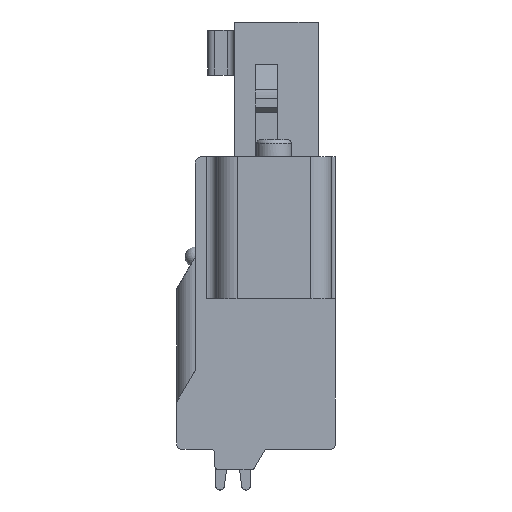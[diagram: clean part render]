
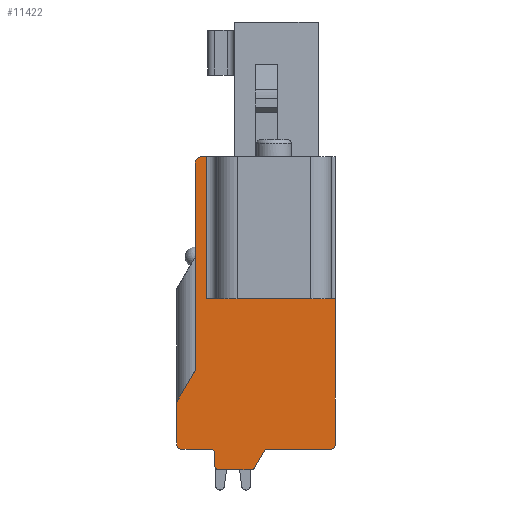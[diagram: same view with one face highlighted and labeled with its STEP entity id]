
A CAD part, front view. The second image highlights one B-rep face of the part: STEP entity #11422.
In plain terms, the highlighted planar face has unit normal (0, -1, 0).
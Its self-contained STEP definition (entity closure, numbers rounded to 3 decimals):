
#94=DIRECTION('',(-1.,0.,0.));
#95=VECTOR('',#94,0.25);
#96=CARTESIAN_POINT('',(-6.3,-11.43,0.));
#97=LINE('',#96,#95);
#1285=DIRECTION('',(0.,0.,-1.));
#1286=VECTOR('',#1285,10.141);
#1287=CARTESIAN_POINT('',(-6.85,-11.43,
-0.3));
#1288=LINE('',#1287,#1286);
#1427=DIRECTION('',(0.,0.,-1.));
#1428=VECTOR('',#1427,2.1);
#1429=CARTESIAN_POINT('',(-7.75,-11.43,-12.));
#1430=LINE('',#1429,#1428);
#1443=DIRECTION('',(1.,0.,0.));
#1444=VECTOR('',#1443,1.45);
#1445=CARTESIAN_POINT('',(-7.55,-11.43,-14.3));
#1446=LINE('',#1445,#1444);
#1451=DIRECTION('',(1.,0.,0.));
#1452=VECTOR('',#1451,3.107);
#1453=CARTESIAN_POINT('',(-3.307,-11.43,-14.3));
#1454=LINE('',#1453,#1452);
#1637=DIRECTION('',(0.,0.,1.));
#1638=VECTOR('',#1637,7.15);
#1639=CARTESIAN_POINT('',(0.,-11.43,-14.1));
#1640=LINE('',#1639,#1638);
#2118=DIRECTION('',(1.,0.,0.));
#2119=VECTOR('',#2118,6.3);
#2120=CARTESIAN_POINT('',(-6.3,-11.43,-6.95));
#2121=LINE('',#2120,#2119);
#2122=CARTESIAN_POINT('',(-0.2,-11.43,-14.1));
#2123=DIRECTION('',(0.,1.,0.));
#2124=DIRECTION('',(1.,0.,0.));
#2125=AXIS2_PLACEMENT_3D('',#2122,#2123,#2124);
#2127=CARTESIAN_POINT('',(-3.307,-11.43,-14.5));
#2128=DIRECTION('',(0.,-1.,0.));
#2129=DIRECTION('',(0.,0.,1.));
#2130=AXIS2_PLACEMENT_3D('',#2127,#2128,#2129);
#2132=DIRECTION('',(-0.5,0.,-0.866));
#2133=VECTOR('',#2132,0.924);
#2134=CARTESIAN_POINT('',(-3.48,-11.43,
-14.4));
#2135=LINE('',#2134,#2133);
#2136=CARTESIAN_POINT('',(-4.115,-11.43,-15.1));
#2137=DIRECTION('',(0.,1.,0.));
#2138=DIRECTION('',(0.866,0.,-0.5));
#2139=AXIS2_PLACEMENT_3D('',#2136,#2137,#2138);
#2141=CARTESIAN_POINT('',(-5.7,-11.43,-15.1));
#2142=DIRECTION('',(0.,1.,0.));
#2143=DIRECTION('',(0.,0.,-1.));
#2144=AXIS2_PLACEMENT_3D('',#2141,#2142,#2143);
#2146=CARTESIAN_POINT('',(-6.1,-11.43,-14.5));
#2147=DIRECTION('',(0.,-1.,0.));
#2148=DIRECTION('',(1.,0.,0.));
#2149=AXIS2_PLACEMENT_3D('',#2146,#2147,#2148);
#2151=CARTESIAN_POINT('',(-7.55,-11.43,-14.1));
#2152=DIRECTION('',(0.,1.,0.));
#2153=DIRECTION('',(0.,0.,-1.));
#2154=AXIS2_PLACEMENT_3D('',#2151,#2152,#2153);
#2156=DIRECTION('',(0.5,0.,0.866));
#2157=VECTOR('',#2156,1.8);
#2158=CARTESIAN_POINT('',(-7.75,-11.43,-12.));
#2159=LINE('',#2158,#2157);
#2160=CARTESIAN_POINT('',(-6.55,-11.43,-0.3));
#2161=DIRECTION('',(0.,1.,0.));
#2162=DIRECTION('',(-1.,0.,0.));
#2163=AXIS2_PLACEMENT_3D('',#2160,#2161,#2162);
#2169=DIRECTION('',(0.,0.,1.));
#2170=VECTOR('',#2169,6.95);
#2171=CARTESIAN_POINT('',(-6.3,-11.43,-6.95));
#2172=LINE('',#2171,#2170);
#2455=DIRECTION('',(0.,0.,-1.));
#2456=VECTOR('',#2455,0.6);
#2457=CARTESIAN_POINT('',(-5.9,-11.43,-14.5));
#2458=LINE('',#2457,#2456);
#2467=DIRECTION('',(1.,0.,0.));
#2468=VECTOR('',#2467,1.585);
#2469=CARTESIAN_POINT('',(-5.7,-11.43,-15.3));
#2470=LINE('',#2469,#2468);
#6837=CARTESIAN_POINT('',(-6.3,-11.43,0.));
#6838=VERTEX_POINT('',#6837);
#6839=CARTESIAN_POINT('',(-6.55,-11.43,0.));
#6840=VERTEX_POINT('',#6839);
#6937=CARTESIAN_POINT('',(0.,-11.43,-14.1));
#6938=CARTESIAN_POINT('',(0.,-11.43,-6.95));
#6939=VERTEX_POINT('',#6937);
#6940=VERTEX_POINT('',#6938);
#6941=CARTESIAN_POINT('',(-0.2,-11.43,-14.3));
#6942=VERTEX_POINT('',#6941);
#6943=CARTESIAN_POINT('',(-7.55,-11.43,-14.3));
#6944=CARTESIAN_POINT('',(-6.1,-11.43,-14.3));
#6945=VERTEX_POINT('',#6943);
#6946=VERTEX_POINT('',#6944);
#6951=CARTESIAN_POINT('',(-3.307,-11.43,-14.3));
#6952=VERTEX_POINT('',#6951);
#7532=CARTESIAN_POINT('',(-7.75,-11.43,-14.1));
#7533=VERTEX_POINT('',#7532);
#7544=CARTESIAN_POINT('',(-7.75,-11.43,-12.));
#7545=VERTEX_POINT('',#7544);
#7584=CARTESIAN_POINT('',(-6.85,-11.43,
-0.3));
#7585=VERTEX_POINT('',#7584);
#7586=CARTESIAN_POINT('',(-6.85,-11.43,
-10.441));
#7587=VERTEX_POINT('',#7586);
#7924=CARTESIAN_POINT('',(-6.3,-11.43,-6.95));
#7925=VERTEX_POINT('',#7924);
#7926=CARTESIAN_POINT('',(-3.48,-11.43,
-14.4));
#7927=VERTEX_POINT('',#7926);
#7928=CARTESIAN_POINT('',(-3.942,-11.43,
-15.2));
#7929=VERTEX_POINT('',#7928);
#7930=CARTESIAN_POINT('',(-4.115,-11.43,-15.3));
#7931=VERTEX_POINT('',#7930);
#7932=CARTESIAN_POINT('',(-5.7,-11.43,-15.3));
#7933=VERTEX_POINT('',#7932);
#7934=CARTESIAN_POINT('',(-5.9,-11.43,-15.1));
#7935=VERTEX_POINT('',#7934);
#7936=CARTESIAN_POINT('',(-5.9,-11.43,-14.5));
#7937=VERTEX_POINT('',#7936);
#11385=CARTESIAN_POINT('',(0.,-11.43,0.));
#11386=DIRECTION('',(0.,1.,0.));
#11387=DIRECTION('',(1.,0.,0.));
#11388=AXIS2_PLACEMENT_3D('',#11385,#11386,#11387);
#11389=PLANE('',#11388);
#11391=ORIENTED_EDGE('',*,*,#11390,.F.);
#11393=ORIENTED_EDGE('',*,*,#11392,.T.);
#11394=ORIENTED_EDGE('',*,*,#10789,.F.);
#11395=ORIENTED_EDGE('',*,*,#10773,.T.);
#11396=ORIENTED_EDGE('',*,*,#10586,.F.);
#11398=ORIENTED_EDGE('',*,*,#11397,.T.);
#11400=ORIENTED_EDGE('',*,*,#11399,.T.);
#11402=ORIENTED_EDGE('',*,*,#11401,.T.);
#11404=ORIENTED_EDGE('',*,*,#11403,.F.);
#11406=ORIENTED_EDGE('',*,*,#11405,.T.);
#11408=ORIENTED_EDGE('',*,*,#11407,.F.);
#11410=ORIENTED_EDGE('',*,*,#11409,.T.);
#11411=ORIENTED_EDGE('',*,*,#10578,.F.);
#11412=ORIENTED_EDGE('',*,*,#10555,.T.);
#11413=ORIENTED_EDGE('',*,*,#10540,.F.);
#11415=ORIENTED_EDGE('',*,*,#11414,.T.);
#11416=ORIENTED_EDGE('',*,*,#10370,.F.);
#11418=ORIENTED_EDGE('',*,*,#11417,.T.);
#11419=ORIENTED_EDGE('',*,*,#8847,.F.);
#11420=EDGE_LOOP('',(#11391,#11393,#11394,#11395,#11396,#11398,#11400,#11402,
#11404,#11406,#11408,#11410,#11411,#11412,#11413,#11415,#11416,#11418,#11419));
#11421=FACE_OUTER_BOUND('',#11420,.F.);
#2126=CIRCLE('',#2125,0.2);
#2131=CIRCLE('',#2130,0.2);
#2140=CIRCLE('',#2139,0.2);
#2145=CIRCLE('',#2144,0.2);
#2150=CIRCLE('',#2149,0.2);
#2155=CIRCLE('',#2154,0.2);
#2164=CIRCLE('',#2163,0.3);
#8847=EDGE_CURVE('',#6838,#6840,#97,.T.);
#10370=EDGE_CURVE('',#7585,#7587,#1288,.T.);
#10540=EDGE_CURVE('',#7545,#7533,#1430,.T.);
#10555=EDGE_CURVE('',#6945,#7533,#2155,.T.);
#10578=EDGE_CURVE('',#6945,#6946,#1446,.T.);
#10586=EDGE_CURVE('',#6952,#6942,#1454,.T.);
#10773=EDGE_CURVE('',#6939,#6942,#2126,.T.);
#10789=EDGE_CURVE('',#6939,#6940,#1640,.T.);
#11390=EDGE_CURVE('',#7925,#6838,#2172,.T.);
#11392=EDGE_CURVE('',#7925,#6940,#2121,.T.);
#11397=EDGE_CURVE('',#6952,#7927,#2131,.T.);
#11399=EDGE_CURVE('',#7927,#7929,#2135,.T.);
#11401=EDGE_CURVE('',#7929,#7931,#2140,.T.);
#11403=EDGE_CURVE('',#7933,#7931,#2470,.T.);
#11405=EDGE_CURVE('',#7933,#7935,#2145,.T.);
#11407=EDGE_CURVE('',#7937,#7935,#2458,.T.);
#11409=EDGE_CURVE('',#7937,#6946,#2150,.T.);
#11414=EDGE_CURVE('',#7545,#7587,#2159,.T.);
#11417=EDGE_CURVE('',#7585,#6840,#2164,.T.);
#11422=ADVANCED_FACE('',(#11421),#11389,.F.);
